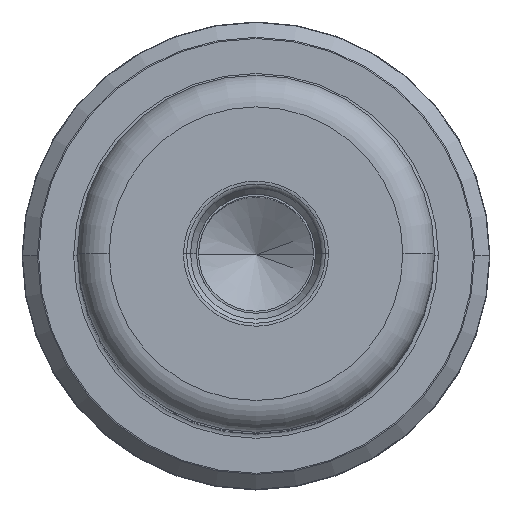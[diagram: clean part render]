
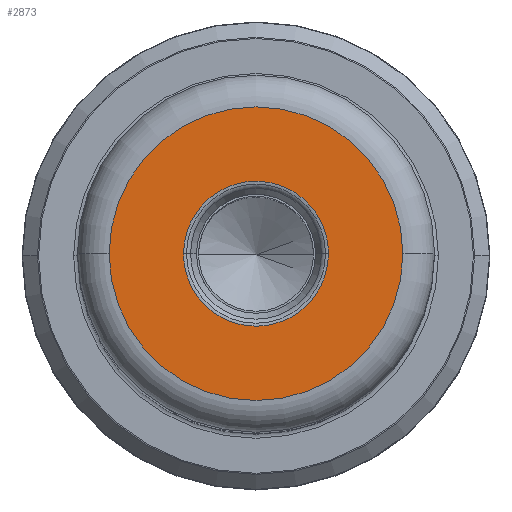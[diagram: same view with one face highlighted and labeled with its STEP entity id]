
A CAD part, top view. The second image highlights one B-rep face of the part: STEP entity #2873.
In plain terms, the highlighted planar face has unit normal (0, 0, 1).
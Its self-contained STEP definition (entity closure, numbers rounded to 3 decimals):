
#112 = DIRECTION ( 'NONE',  ( 0., 0., 1. ) ) ;
#177 = CARTESIAN_POINT ( 'NONE',  ( 0., 0., 202. ) ) ;
#212 = CARTESIAN_POINT ( 'NONE',  ( -5.603, -7.315, 202. ) ) ;
#339 = EDGE_CURVE ( 'NONE', #847, #1665, #2570, .T. ) ;
#424 = CARTESIAN_POINT ( 'NONE',  ( -5.603, 7.315, 202. ) ) ;
#446 = CIRCLE ( 'NONE', #3659, 18.514 ) ;
#452 = CARTESIAN_POINT ( 'NONE',  ( 2.377, 8.902, 202. ) ) ;
#486 = AXIS2_PLACEMENT_3D ( 'NONE', #177, #112, #1166 ) ;
#642 = CARTESIAN_POINT ( 'NONE',  ( 0., 0., 202. ) ) ;
#647 = CARTESIAN_POINT ( 'NONE',  ( 1.211, -9.134, 202. ) ) ;
#667 = CARTESIAN_POINT ( 'NONE',  ( 4.614, -7.976, 202. ) ) ;
#780 = CARTESIAN_POINT ( 'NONE',  ( 8.903, 2.377, 202. ) ) ;
#796 = DIRECTION ( 'NONE',  ( 1., 0., 0. ) ) ;
#827 = CARTESIAN_POINT ( 'NONE',  ( -9.134, 1.211, 202. ) ) ;
#847 = VERTEX_POINT ( 'NONE', #2091 ) ;
#873 = CARTESIAN_POINT ( 'NONE',  ( 9.134, 1.211, 202. ) ) ;
#877 = ORIENTED_EDGE ( 'NONE', *, *, #4317, .T. ) ;
#929 = ORIENTED_EDGE ( 'NONE', *, *, #4134, .T. ) ;
#1106 = ORIENTED_EDGE ( 'NONE', *, *, #2196, .T. ) ;
#1166 = DIRECTION ( 'NONE',  ( 1., 0., 0. ) ) ;
#1239 = B_SPLINE_CURVE_WITH_KNOTS ( 'NONE', 3,
 ( #2907, #2648, #2337, #2299, #3238, #2318, #667, #1991, #647, #1671, #2885, #3542, #212, #3006, #2551, #4222, #4337, #1653 ),
 .UNSPECIFIED., .F., .F.,
 ( 4, 2, 2, 2, 2, 2, 2, 2, 4 ),
 ( 0.5, 0.563, 0.625, 0.688, 0.75, 0.813, 0.875, 0.938, 1. ),
 .UNSPECIFIED. ) ;
#1362 = ORIENTED_EDGE ( 'NONE', *, *, #339, .T. ) ;
#1440 = CARTESIAN_POINT ( 'NONE',  ( -1.211, 9.134, 202. ) ) ;
#1491 = CARTESIAN_POINT ( 'NONE',  ( 9.135, 0., 202. ) ) ;
#1653 = CARTESIAN_POINT ( 'NONE',  ( -9.135, 0., 202. ) ) ;
#1665 = VERTEX_POINT ( 'NONE', #1491 ) ;
#1671 = CARTESIAN_POINT ( 'NONE',  ( -1.211, -9.135, 202. ) ) ;
#1765 = CARTESIAN_POINT ( 'NONE',  ( 9.135, 0., 202. ) ) ;
#1914 = FACE_BOUND ( 'NONE', #4060, .T. ) ;
#1921 = CARTESIAN_POINT ( 'NONE',  ( -18.514, 0., 202. ) ) ;
#1991 = CARTESIAN_POINT ( 'NONE',  ( 2.377, -8.903, 202. ) ) ;
#2091 = CARTESIAN_POINT ( 'NONE',  ( -9.135, 0., 202. ) ) ;
#2151 = CARTESIAN_POINT ( 'NONE',  ( -8.902, 2.377, 202. ) ) ;
#2196 = EDGE_CURVE ( 'NONE', #3889, #3124, #4120, .T. ) ;
#2275 = DIRECTION ( 'NONE',  ( 0., 0., 1. ) ) ;
#2299 = CARTESIAN_POINT ( 'NONE',  ( 7.976, -4.614, 202. ) ) ;
#2314 = PLANE ( 'NONE',  #2520 ) ;
#2318 = CARTESIAN_POINT ( 'NONE',  ( 5.603, -7.315, 202. ) ) ;
#2337 = CARTESIAN_POINT ( 'NONE',  ( 8.902, -2.377, 202. ) ) ;
#2433 = CARTESIAN_POINT ( 'NONE',  ( -9.135, 0., 202. ) ) ;
#2520 = AXIS2_PLACEMENT_3D ( 'NONE', #642, #2275, #4279 ) ;
#2523 = CARTESIAN_POINT ( 'NONE',  ( 5.603, 7.315, 202. ) ) ;
#2551 = CARTESIAN_POINT ( 'NONE',  ( -7.976, -4.614, 202. ) ) ;
#2570 = B_SPLINE_CURVE_WITH_KNOTS ( 'NONE', 3,
 ( #2433, #827, #2151, #3493, #2854, #424, #2831, #3776, #1440, #4176, #452, #4195, #2523, #3127, #3869, #780, #873, #1765 ),
 .UNSPECIFIED., .F., .F.,
 ( 4, 2, 2, 2, 2, 2, 2, 2, 4 ),
 ( 0., 0.063, 0.125, 0.188, 0.25, 0.313, 0.375, 0.438, 0.5 ),
 .UNSPECIFIED. ) ;
#2637 = CARTESIAN_POINT ( 'NONE',  ( 18.514, 0., 202. ) ) ;
#2648 = CARTESIAN_POINT ( 'NONE',  ( 9.135, -1.211, 202. ) ) ;
#2831 = CARTESIAN_POINT ( 'NONE',  ( -4.614, 7.976, 202. ) ) ;
#2854 = CARTESIAN_POINT ( 'NONE',  ( -7.315, 5.603, 202. ) ) ;
#2873 = ADVANCED_FACE ( 'NONE', ( #3635, #1914 ), #2314, .T. ) ;
#2885 = CARTESIAN_POINT ( 'NONE',  ( -2.377, -8.902, 202. ) ) ;
#2907 = CARTESIAN_POINT ( 'NONE',  ( 9.135, 0., 202. ) ) ;
#3006 = CARTESIAN_POINT ( 'NONE',  ( -7.315, -5.603, 202. ) ) ;
#3124 = VERTEX_POINT ( 'NONE', #2637 ) ;
#3127 = CARTESIAN_POINT ( 'NONE',  ( 7.315, 5.603, 202. ) ) ;
#3138 = EDGE_LOOP ( 'NONE', ( #877, #1106 ) ) ;
#3238 = CARTESIAN_POINT ( 'NONE',  ( 7.315, -5.603, 202. ) ) ;
#3493 = CARTESIAN_POINT ( 'NONE',  ( -7.976, 4.614, 202. ) ) ;
#3542 = CARTESIAN_POINT ( 'NONE',  ( -4.614, -7.976, 202. ) ) ;
#3635 = FACE_OUTER_BOUND ( 'NONE', #3138, .T. ) ;
#3659 = AXIS2_PLACEMENT_3D ( 'NONE', #3817, #4102, #796 ) ;
#3776 = CARTESIAN_POINT ( 'NONE',  ( -2.377, 8.903, 202. ) ) ;
#3817 = CARTESIAN_POINT ( 'NONE',  ( 0., 0., 202. ) ) ;
#3869 = CARTESIAN_POINT ( 'NONE',  ( 7.976, 4.614, 202. ) ) ;
#3889 = VERTEX_POINT ( 'NONE', #1921 ) ;
#4060 = EDGE_LOOP ( 'NONE', ( #1362, #929 ) ) ;
#4102 = DIRECTION ( 'NONE',  ( 0., 0., 1. ) ) ;
#4120 = CIRCLE ( 'NONE', #486, 18.514 ) ;
#4134 = EDGE_CURVE ( 'NONE', #1665, #847, #1239, .T. ) ;
#4176 = CARTESIAN_POINT ( 'NONE',  ( 1.211, 9.135, 202. ) ) ;
#4195 = CARTESIAN_POINT ( 'NONE',  ( 4.614, 7.976, 202. ) ) ;
#4222 = CARTESIAN_POINT ( 'NONE',  ( -8.903, -2.377, 202. ) ) ;
#4279 = DIRECTION ( 'NONE',  ( 1., 0., 0. ) ) ;
#4317 = EDGE_CURVE ( 'NONE', #3124, #3889, #446, .T. ) ;
#4337 = CARTESIAN_POINT ( 'NONE',  ( -9.134, -1.212, 202. ) ) ;
